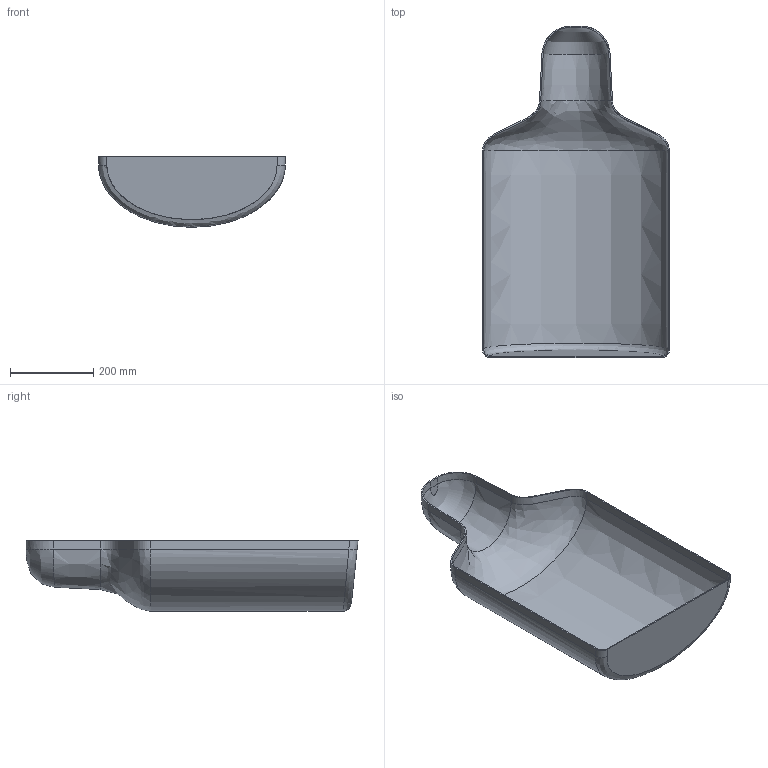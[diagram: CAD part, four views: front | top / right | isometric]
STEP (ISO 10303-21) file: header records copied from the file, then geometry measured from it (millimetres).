
FILE_DESCRIPTION((''),'2;1');
FILE_NAME('0000242504','2019-03-25T10:38:24',('pgorecki'),('ZANAM-LEGMET'),'CREO PARAMETRIC BY PTC INC, 2018420','CREO PARAMETRIC BY PTC INC, 2018420','');
FILE_SCHEMA(('CONFIG_CONTROL_DESIGN'));
Length unit declared in the file: millimetre
Products named in the file (1): 0000242504
Bounding box: 450 x 800 x 170 mm (x, y, z)
Volume: 1505301.4 mm3; surface area: 1008342 mm2
Topology: 1 solids, 1 shells, 37 faces, 84 edges, 50 vertices
Faces by surface type: plane 15, extrusion 10, bspline 8, cylinder 4
Entity records: 3081 total; most frequent: CARTESIAN_POINT 2309, ORIENTED_EDGE 168, DIRECTION 104, EDGE_CURVE 84, VECTOR 56, VERTEX_POINT 50, LINE 46, B_SPLINE_CURVE_WITH_KNOTS 43
